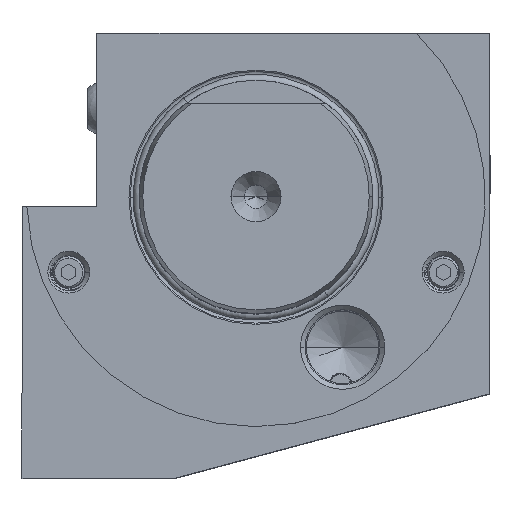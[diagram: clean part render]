
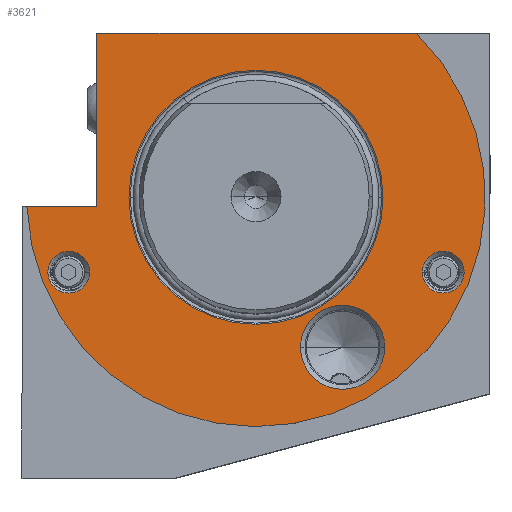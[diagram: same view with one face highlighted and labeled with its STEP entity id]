
A CAD part, top view. The second image highlights one B-rep face of the part: STEP entity #3621.
In plain terms, the highlighted planar face has unit normal (0, 0, 1).
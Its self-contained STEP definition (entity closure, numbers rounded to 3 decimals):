
#3621 = ADVANCED_FACE ( 'NONE', ( #59972, #59996, #60015, #59978, #59997 ), #55550, .T. ) ;
#4551 = VERTEX_POINT ( 'NONE', #18604 ) ;
#4774 = VERTEX_POINT ( 'NONE', #18734 ) ;
#4839 = VERTEX_POINT ( 'NONE', #18717 ) ;
#4898 = CARTESIAN_POINT ( 'NONE',  ( 40., -16., -78. ) ) ;
#4904 = VERTEX_POINT ( 'NONE', #18757 ) ;
#4917 = DIRECTION ( 'NONE',  ( 1., 0., 0. ) ) ;
#4930 = DIRECTION ( 'NONE',  ( 0., 0., -1. ) ) ;
#5053 = VERTEX_POINT ( 'NONE', #18869 ) ;
#10315 = DIRECTION ( 'NONE',  ( 0., 0., -1. ) ) ;
#10321 = DIRECTION ( 'NONE',  ( 1., 0., 0. ) ) ;
#10357 = CARTESIAN_POINT ( 'NONE',  ( -40., -16., -78. ) ) ;
#10782 = CARTESIAN_POINT ( 'NONE',  ( 40., -16., -78. ) ) ;
#10834 = DIRECTION ( 'NONE',  ( 0., 0., -1. ) ) ;
#10875 = DIRECTION ( 'NONE',  ( 1., 0., 0. ) ) ;
#11197 = CARTESIAN_POINT ( 'NONE',  ( 0., 35., -78. ) ) ;
#11225 = CARTESIAN_POINT ( 'NONE',  ( 0., -2., -78. ) ) ;
#11247 = DIRECTION ( 'NONE',  ( -1., 0., 0. ) ) ;
#11309 = DIRECTION ( 'NONE',  ( -1., 0., 0. ) ) ;
#11338 = CARTESIAN_POINT ( 'NONE',  ( -27.15, 0., -78. ) ) ;
#11367 = CARTESIAN_POINT ( 'NONE',  ( 27.15, 0., -78. ) ) ;
#11571 = DIRECTION ( 'NONE',  ( -1., 0., 0. ) ) ;
#11612 = DIRECTION ( 'NONE',  ( 0., 0., -1. ) ) ;
#11641 = CARTESIAN_POINT ( 'NONE',  ( 0., 0., -78. ) ) ;
#11805 = CARTESIAN_POINT ( 'NONE',  ( -34., -2., -78. ) ) ;
#12319 = CARTESIAN_POINT ( 'NONE',  ( 9.5, -32.043, -78. ) ) ;
#12365 = CARTESIAN_POINT ( 'NONE',  ( 27.5, -32.043, -78. ) ) ;
#12476 = VECTOR ( 'NONE', #52211, 1000. ) ;
#12490 = CIRCLE ( 'NONE', #17292, 27.15 ) ;
#12510 = LINE ( 'NONE', #52208, #12476 ) ;
#12539 = CIRCLE ( 'NONE', #17294, 9. ) ;
#12671 = CIRCLE ( 'NONE', #17318, 27.15 ) ;
#12774 = CIRCLE ( 'NONE', #17375, 4.475 ) ;
#13270 = CIRCLE ( 'NONE', #54738, 9. ) ;
#17142 = CIRCLE ( 'NONE', #17404, 4.475 ) ;
#17292 = AXIS2_PLACEMENT_3D ( 'NONE', #52224, #52249, #52250 ) ;
#17294 = AXIS2_PLACEMENT_3D ( 'NONE', #52281, #52252, #52253 ) ;
#17318 = AXIS2_PLACEMENT_3D ( 'NONE', #56369, #56395, #56381 ) ;
#17375 = AXIS2_PLACEMENT_3D ( 'NONE', #4898, #4930, #4917 ) ;
#17404 = AXIS2_PLACEMENT_3D ( 'NONE', #10357, #10315, #10321 ) ;
#18604 = CARTESIAN_POINT ( 'NONE',  ( 35.525, -16., -78. ) ) ;
#18717 = CARTESIAN_POINT ( 'NONE',  ( -35.525, -16., -78. ) ) ;
#18734 = CARTESIAN_POINT ( 'NONE',  ( 44.475, -16., -78. ) ) ;
#18757 = CARTESIAN_POINT ( 'NONE',  ( -44.475, -16., -78. ) ) ;
#18869 = CARTESIAN_POINT ( 'NONE',  ( -48.959, -2., -78. ) ) ;
#20967 = CARTESIAN_POINT ( 'NONE',  ( 34.293, 35., -78. ) ) ;
#20972 = CARTESIAN_POINT ( 'NONE',  ( -34., 35., -78. ) ) ;
#23946 = VERTEX_POINT ( 'NONE', #20967 ) ;
#23957 = VERTEX_POINT ( 'NONE', #20972 ) ;
#24012 = VERTEX_POINT ( 'NONE', #11805 ) ;
#24422 = VERTEX_POINT ( 'NONE', #12319 ) ;
#24489 = VERTEX_POINT ( 'NONE', #12365 ) ;
#27166 = ORIENTED_EDGE ( 'NONE', *, *, #48231, .T. ) ;
#27807 = EDGE_CURVE ( 'NONE', #4839, #4904, #17142, .T. ) ;
#27845 = ORIENTED_EDGE ( 'NONE', *, *, #48968, .T. ) ;
#27851 = ORIENTED_EDGE ( 'NONE', *, *, #35709, .T. ) ;
#27855 = ORIENTED_EDGE ( 'NONE', *, *, #35922, .T. ) ;
#27864 = ORIENTED_EDGE ( 'NONE', *, *, #48888, .T. ) ;
#27866 = ORIENTED_EDGE ( 'NONE', *, *, #34150, .T. ) ;
#27875 = ORIENTED_EDGE ( 'NONE', *, *, #48954, .T. ) ;
#27876 = ORIENTED_EDGE ( 'NONE', *, *, #34176, .T. ) ;
#27890 = ORIENTED_EDGE ( 'NONE', *, *, #49024, .F. ) ;
#27891 = ORIENTED_EDGE ( 'NONE', *, *, #34157, .T. ) ;
#28186 = EDGE_LOOP ( 'NONE', ( #27855, #27864 ) ) ;
#28198 = EDGE_LOOP ( 'NONE', ( #28385, #28387 ) ) ;
#28206 = EDGE_LOOP ( 'NONE', ( #27851, #27866 ) ) ;
#28247 = EDGE_LOOP ( 'NONE', ( #27890, #27875, #27891, #27845 ) ) ;
#28250 = EDGE_LOOP ( 'NONE', ( #27166, #27876 ) ) ;
#28385 = ORIENTED_EDGE ( 'NONE', *, *, #27807, .T. ) ;
#28387 = ORIENTED_EDGE ( 'NONE', *, *, #48822, .T. ) ;
#29115 = VERTEX_POINT ( 'NONE', #11338 ) ;
#29142 = VERTEX_POINT ( 'NONE', #11367 ) ;
#34150 = EDGE_CURVE ( 'NONE', #29115, #29142, #12490, .T. ) ;
#34157 = EDGE_CURVE ( 'NONE', #23957, #24012, #12510, .T. ) ;
#34176 = EDGE_CURVE ( 'NONE', #24422, #24489, #12539, .T. ) ;
#35709 = EDGE_CURVE ( 'NONE', #29142, #29115, #12671, .T. ) ;
#35922 = EDGE_CURVE ( 'NONE', #4774, #4551, #12774, .T. ) ;
#37747 = AXIS2_PLACEMENT_3D ( 'NONE', #55554, #55559, #55576 ) ;
#39466 = CIRCLE ( 'NONE', #54299, 4.475 ) ;
#39533 = LINE ( 'NONE', #11197, #39535 ) ;
#39535 = VECTOR ( 'NONE', #11309, 1000. ) ;
#39561 = CIRCLE ( 'NONE', #54294, 4.475 ) ;
#39587 = LINE ( 'NONE', #11225, #39589 ) ;
#39589 = VECTOR ( 'NONE', #11247, 1000. ) ;
#39656 = CIRCLE ( 'NONE', #54306, 49. ) ;
#41273 = DIRECTION ( 'NONE',  ( 0., 0., -1. ) ) ;
#41337 = CARTESIAN_POINT ( 'NONE',  ( -40., -16., -78. ) ) ;
#41352 = DIRECTION ( 'NONE',  ( 1., 0., 0. ) ) ;
#45354 = CARTESIAN_POINT ( 'NONE',  ( 18.5, -32.043, -78. ) ) ;
#45362 = DIRECTION ( 'NONE',  ( 1., 0., 0. ) ) ;
#45368 = DIRECTION ( 'NONE',  ( 0., 0., -1. ) ) ;
#48231 = EDGE_CURVE ( 'NONE', #24489, #24422, #13270, .T. ) ;
#48822 = EDGE_CURVE ( 'NONE', #4904, #4839, #39466, .T. ) ;
#48888 = EDGE_CURVE ( 'NONE', #4551, #4774, #39561, .T. ) ;
#48954 = EDGE_CURVE ( 'NONE', #23946, #23957, #39533, .T. ) ;
#48968 = EDGE_CURVE ( 'NONE', #24012, #5053, #39587, .T. ) ;
#49024 = EDGE_CURVE ( 'NONE', #23946, #5053, #39656, .T. ) ;
#52208 = CARTESIAN_POINT ( 'NONE',  ( -34., 27.15, -78. ) ) ;
#52211 = DIRECTION ( 'NONE',  ( 0., -1., 0. ) ) ;
#52224 = CARTESIAN_POINT ( 'NONE',  ( 0., 0., -78. ) ) ;
#52249 = DIRECTION ( 'NONE',  ( 0., 0., -1. ) ) ;
#52250 = DIRECTION ( 'NONE',  ( -1., 0., 0. ) ) ;
#52252 = DIRECTION ( 'NONE',  ( 0., 0., -1. ) ) ;
#52253 = DIRECTION ( 'NONE',  ( 1., 0., 0. ) ) ;
#52281 = CARTESIAN_POINT ( 'NONE',  ( 18.5, -32.043, -78. ) ) ;
#54294 = AXIS2_PLACEMENT_3D ( 'NONE', #10782, #10834, #10875 ) ;
#54299 = AXIS2_PLACEMENT_3D ( 'NONE', #41337, #41273, #41352 ) ;
#54306 = AXIS2_PLACEMENT_3D ( 'NONE', #11641, #11612, #11571 ) ;
#54738 = AXIS2_PLACEMENT_3D ( 'NONE', #45354, #45368, #45362 ) ;
#55550 = PLANE ( 'NONE',  #37747 ) ;
#55554 = CARTESIAN_POINT ( 'NONE',  ( 0., 27.15, -78. ) ) ;
#55559 = DIRECTION ( 'NONE',  ( 0., 0., 1. ) ) ;
#55576 = DIRECTION ( 'NONE',  ( 1., 0., 0. ) ) ;
#56369 = CARTESIAN_POINT ( 'NONE',  ( 0., 0., -78. ) ) ;
#56381 = DIRECTION ( 'NONE',  ( -1., 0., 0. ) ) ;
#56395 = DIRECTION ( 'NONE',  ( 0., 0., -1. ) ) ;
#59972 = FACE_BOUND ( 'NONE', #28250, .T. ) ;
#59978 = FACE_BOUND ( 'NONE', #28206, .T. ) ;
#59996 = FACE_BOUND ( 'NONE', #28198, .T. ) ;
#59997 = FACE_OUTER_BOUND ( 'NONE', #28247, .T. ) ;
#60015 = FACE_BOUND ( 'NONE', #28186, .T. ) ;
